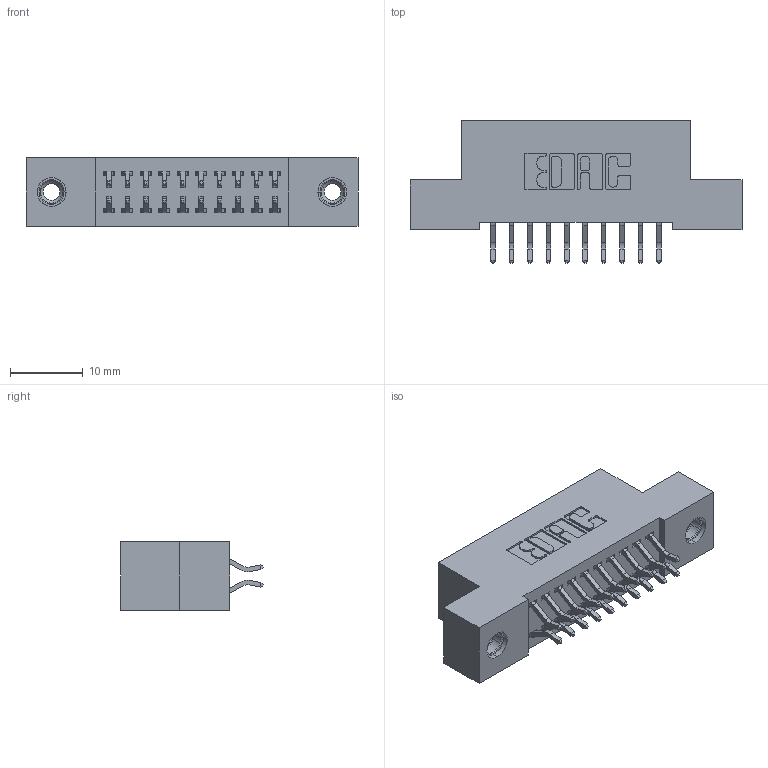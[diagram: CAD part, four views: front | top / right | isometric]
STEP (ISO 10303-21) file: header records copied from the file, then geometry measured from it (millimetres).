
FILE_DESCRIPTION (( 'STEP AP203' ), '1' );
FILE_NAME ('342-020-556-208.STEP', '2018-08-10T23:18:50', ( '' ), ( '' ), 'SwSTEP 2.0', 'SolidWorks 2016', '' );
FILE_SCHEMA (( 'CONFIG_CONTROL_DESIGN' ));
Length unit declared in the file: inch
Products named in the file (4): 345-292-001_556 Tail; 342 Part_TI; 345-250-001_345-250-003-102; 342-020-556-208
Assembly tree (23 placements, depth 2):
  342-020-556-208
    342 Part_TI
    345-292-001_556 Tail  x20
    345-250-001_345-250-003-102  x2
Bounding box: 45.72 x 19.58 x 9.4 mm (x, y, z)
Volume: 3950.3 mm3; surface area: 5632.4 mm2
Topology: 23 solids, 23 shells, 1330 faces, 3895 edges, 2562 vertices
Faces by surface type: plane 898, cylinder 416, cone 12, torus 4
Entity records: 11846 total; most frequent: CARTESIAN_POINT 1997, ORIENTED_EDGE 1914, DIRECTION 1783, EDGE_CURVE 957, LINE 801, VECTOR 801, VERTEX_POINT 632, AXIS2_PLACEMENT_3D 491
